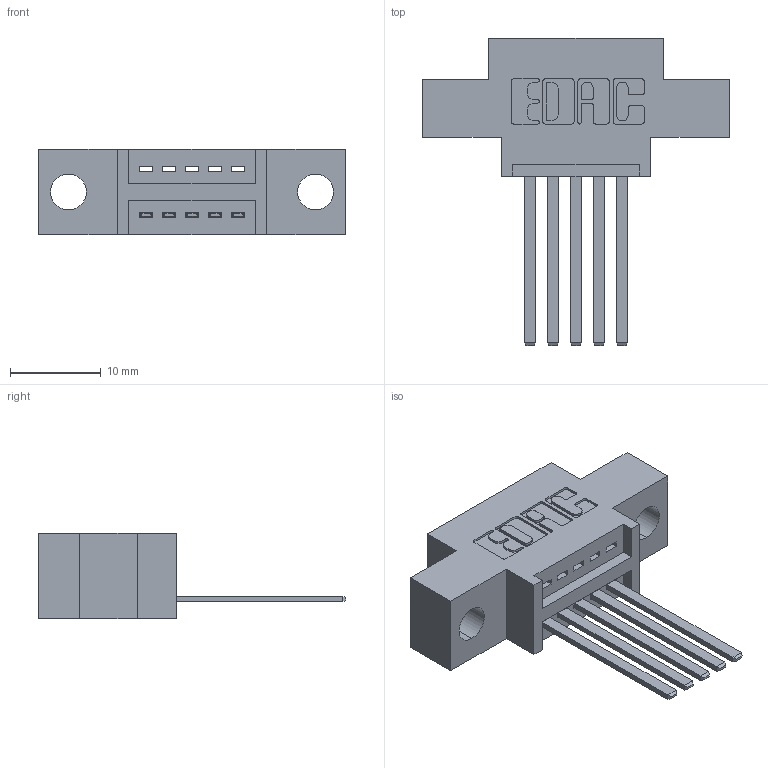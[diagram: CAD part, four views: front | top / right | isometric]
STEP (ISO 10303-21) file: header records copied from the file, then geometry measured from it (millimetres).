
FILE_DESCRIPTION (( 'STEP AP203' ), '1' );
FILE_NAME ('395-005-544-604.STEP', '2019-10-15T14:38:55', ( '' ), ( '' ), 'SwSTEP 2.0', 'SolidWorks 2016', '' );
FILE_SCHEMA (( 'CONFIG_CONTROL_DESIGN' ));
Length unit declared in the file: inch
Products named in the file (3): 345 Part_0.170 Offset - 0.156 Dia-TH; 395-005-544-604; 345-292-001_345-293-144
Assembly tree (6 placements, depth 2):
  395-005-544-604
    345 Part_0.170 Offset - 0.156 Dia-TH
    345-292-001_345-293-144  x5
Bounding box: 33.91 x 33.96 x 9.4 mm (x, y, z)
Volume: 2774.3 mm3; surface area: 3293.1 mm2
Topology: 6 solids, 6 shells, 390 faces, 1143 edges, 754 vertices
Faces by surface type: plane 264, cylinder 126
Entity records: 8695 total; most frequent: CARTESIAN_POINT 1515, ORIENTED_EDGE 1454, DIRECTION 1373, EDGE_CURVE 727, LINE 579, VECTOR 579, VERTEX_POINT 482, AXIS2_PLACEMENT_3D 397
